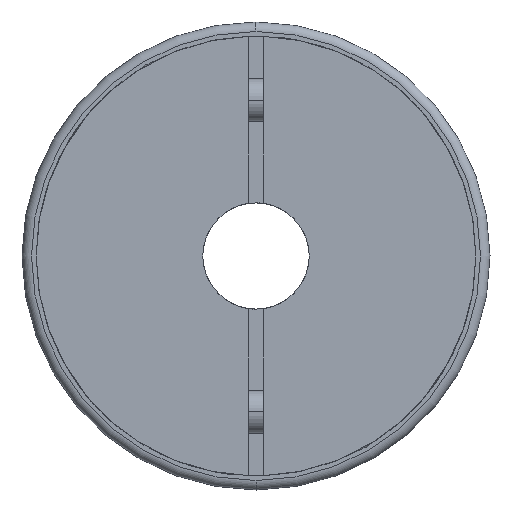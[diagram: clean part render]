
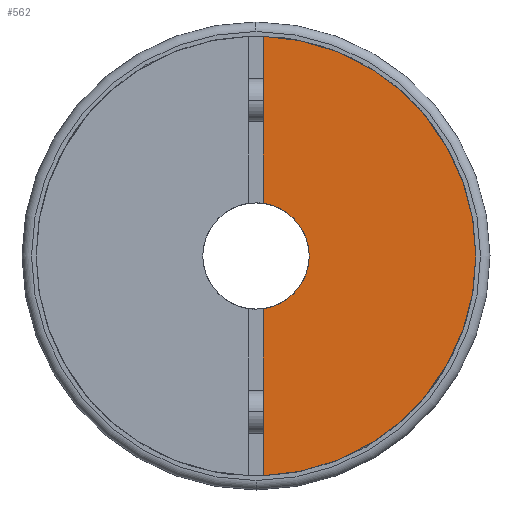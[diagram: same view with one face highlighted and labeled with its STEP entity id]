
A CAD part, left-side view. The second image highlights one B-rep face of the part: STEP entity #562.
In plain terms, the highlighted planar face has unit normal (-1, 0, 0).
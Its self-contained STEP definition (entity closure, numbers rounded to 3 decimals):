
#562=ADVANCED_FACE('',(#1246),#1247,.T.);
#1246=FACE_OUTER_BOUND('',#2057,.T.);
#1247=PLANE('',#2058);
#2057=EDGE_LOOP('',(#3708,#3709,#3710,#3711,#3712,#3713));
#2058=AXIS2_PLACEMENT_3D('',#3714,#3715,#3716);
#3708=ORIENTED_EDGE('',*,*,#5171,.T.);
#3709=ORIENTED_EDGE('',*,*,#5058,.T.);
#3710=ORIENTED_EDGE('',*,*,#5255,.T.);
#3711=ORIENTED_EDGE('',*,*,#5262,.T.);
#3712=ORIENTED_EDGE('',*,*,#5032,.F.);
#3713=ORIENTED_EDGE('',*,*,#5258,.F.);
#3714=CARTESIAN_POINT('',(0.0,-19.25,0.));
#3715=DIRECTION('',(-1.0,0.0,0.0));
#3716=DIRECTION('',(0.0,1.0,0.));
#5032=EDGE_CURVE('',#6134,#6137,#6138,.T.);
#5058=EDGE_CURVE('',#6184,#6181,#6185,.T.);
#5171=EDGE_CURVE('',#6368,#6184,#6369,.T.);
#5255=EDGE_CURVE('',#6181,#6464,#6466,.T.);
#5258=EDGE_CURVE('',#6368,#6134,#6469,.T.);
#5262=EDGE_CURVE('',#6464,#6137,#6473,.T.);
#6134=VERTEX_POINT('',#7578);
#6137=VERTEX_POINT('',#7582);
#6138=CIRCLE('',#7583,31.0);
#6181=VERTEX_POINT('',#7701);
#6184=VERTEX_POINT('',#7705);
#6185=CIRCLE('',#7706,7.5);
#6368=VERTEX_POINT('',#8220);
#6369=LINE('',#8221,#8222);
#6464=VERTEX_POINT('',#8365);
#6466=CIRCLE('',#8368,7.5);
#6469=CIRCLE('',#8371,31.0);
#6473=LINE('',#8376,#8377);
#7578=CARTESIAN_POINT('',(0.0,-31.0,0.));
#7582=CARTESIAN_POINT('',(0.,-1.0,-30.984));
#7583=AXIS2_PLACEMENT_3D('',#9559,#9560,#9561);
#7701=CARTESIAN_POINT('',(0.0,-7.5,0.));
#7705=CARTESIAN_POINT('',(0.,-1.0,7.433));
#7706=AXIS2_PLACEMENT_3D('',#9601,#9602,#9603);
#8220=CARTESIAN_POINT('',(0.0,-1.,30.984));
#8221=CARTESIAN_POINT('',(0.,-1.0,-7.767));
#8222=VECTOR('',#9754,1.0);
#8365=CARTESIAN_POINT('',(0.,-1.0,-7.433));
#8368=AXIS2_PLACEMENT_3D('',#9884,#9885,#9886);
#8371=AXIS2_PLACEMENT_3D('',#9890,#9891,#9892);
#8376=CARTESIAN_POINT('',(0.,-1.0,-7.767));
#8377=VECTOR('',#9894,1.0);
#9559=CARTESIAN_POINT('',(0.0,0.0,0.0));
#9560=DIRECTION('',(1.0,0.0,0.0));
#9561=DIRECTION('',(0.0,-1.0,0.));
#9601=CARTESIAN_POINT('',(0.0,0.0,0.0));
#9602=DIRECTION('',(1.0,0.0,0.0));
#9603=DIRECTION('',(0.0,-1.0,0.));
#9754=DIRECTION('',(-0.0,0.,-1.0));
#9884=CARTESIAN_POINT('',(0.0,0.0,0.0));
#9885=DIRECTION('',(1.0,0.0,0.0));
#9886=DIRECTION('',(0.0,-1.0,0.));
#9890=CARTESIAN_POINT('',(0.0,0.0,0.0));
#9891=DIRECTION('',(1.0,0.0,0.0));
#9892=DIRECTION('',(0.0,-1.0,0.));
#9894=DIRECTION('',(-0.0,0.,-1.0));
